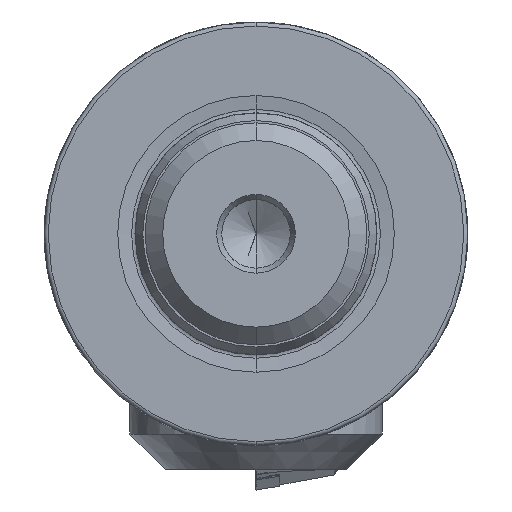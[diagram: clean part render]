
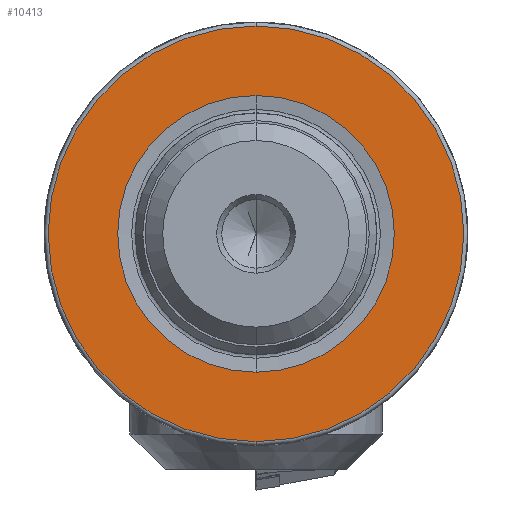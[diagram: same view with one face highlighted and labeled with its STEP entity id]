
A CAD part, left-side view. The second image highlights one B-rep face of the part: STEP entity #10413.
In plain terms, the highlighted planar face has unit normal (-1, 0, 0).
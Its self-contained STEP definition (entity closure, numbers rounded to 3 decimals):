
#749 = DIRECTION ( 'NONE',  ( 0., 0., -1. ) ) ;
#962 = DIRECTION ( 'NONE',  ( 0., 0., -1. ) ) ;
#1485 = EDGE_LOOP ( 'NONE', ( #19672, #21010 ) ) ;
#2380 = CIRCLE ( 'NONE', #19099, 13.715 ) ;
#3263 = CARTESIAN_POINT ( 'NONE',  ( 0., 0., -20.6 ) ) ;
#3529 = PLANE ( 'NONE',  #21555 ) ;
#4671 = FACE_BOUND ( 'NONE', #11564, .T. ) ;
#4713 = VERTEX_POINT ( 'NONE', #17917 ) ;
#5729 = DIRECTION ( 'NONE',  ( -1., 0., 0. ) ) ;
#6306 = DIRECTION ( 'NONE',  ( 1., 0., 0. ) ) ;
#10137 = AXIS2_PLACEMENT_3D ( 'NONE', #27021, #13984, #962 ) ;
#10413 = ADVANCED_FACE ( 'NONE', ( #4671, #16212 ), #3529, .T. ) ;
#10470 = DIRECTION ( 'NONE',  ( 1., 0., 0. ) ) ;
#10724 = CIRCLE ( 'NONE', #13363, 13.715 ) ;
#11524 = CIRCLE ( 'NONE', #20698, 20.6 ) ;
#11564 = EDGE_LOOP ( 'NONE', ( #26772, #13563 ) ) ;
#11725 = VERTEX_POINT ( 'NONE', #3263 ) ;
#11828 = VERTEX_POINT ( 'NONE', #20932 ) ;
#13363 = AXIS2_PLACEMENT_3D ( 'NONE', #26839, #13788, #749 ) ;
#13563 = ORIENTED_EDGE ( 'NONE', *, *, #19300, .T. ) ;
#13788 = DIRECTION ( 'NONE',  ( 1., 0., 0. ) ) ;
#13972 = EDGE_CURVE ( 'NONE', #11828, #11725, #28201, .T. ) ;
#13984 = DIRECTION ( 'NONE',  ( 1., 0., 0. ) ) ;
#14765 = EDGE_CURVE ( 'NONE', #11725, #11828, #11524, .T. ) ;
#16212 = FACE_OUTER_BOUND ( 'NONE', #1485, .T. ) ;
#17917 = CARTESIAN_POINT ( 'NONE',  ( 0., 0., 13.715 ) ) ;
#19099 = AXIS2_PLACEMENT_3D ( 'NONE', #19306, #6306, #21499 ) ;
#19300 = EDGE_CURVE ( 'NONE', #25430, #4713, #10724, .T. ) ;
#19306 = CARTESIAN_POINT ( 'NONE',  ( 0., 0., 0. ) ) ;
#19672 = ORIENTED_EDGE ( 'NONE', *, *, #14765, .F. ) ;
#20698 = AXIS2_PLACEMENT_3D ( 'NONE', #23472, #10470, #25677 ) ;
#20930 = DIRECTION ( 'NONE',  ( 0., 0., 1. ) ) ;
#20932 = CARTESIAN_POINT ( 'NONE',  ( 0., 0., 20.6 ) ) ;
#21010 = ORIENTED_EDGE ( 'NONE', *, *, #13972, .F. ) ;
#21499 = DIRECTION ( 'NONE',  ( 0., 0., -1. ) ) ;
#21555 = AXIS2_PLACEMENT_3D ( 'NONE', #27279, #5729, #20930 ) ;
#23472 = CARTESIAN_POINT ( 'NONE',  ( 0., 0., 0. ) ) ;
#25430 = VERTEX_POINT ( 'NONE', #27950 ) ;
#25677 = DIRECTION ( 'NONE',  ( 0., 0., -1. ) ) ;
#25714 = EDGE_CURVE ( 'NONE', #4713, #25430, #2380, .T. ) ;
#26772 = ORIENTED_EDGE ( 'NONE', *, *, #25714, .T. ) ;
#26839 = CARTESIAN_POINT ( 'NONE',  ( 0., 0., 0. ) ) ;
#27021 = CARTESIAN_POINT ( 'NONE',  ( 0., 0., 0. ) ) ;
#27279 = CARTESIAN_POINT ( 'NONE',  ( 0., 13.715, 0. ) ) ;
#27950 = CARTESIAN_POINT ( 'NONE',  ( 0., 0., -13.715 ) ) ;
#28201 = CIRCLE ( 'NONE', #10137, 20.6 ) ;
